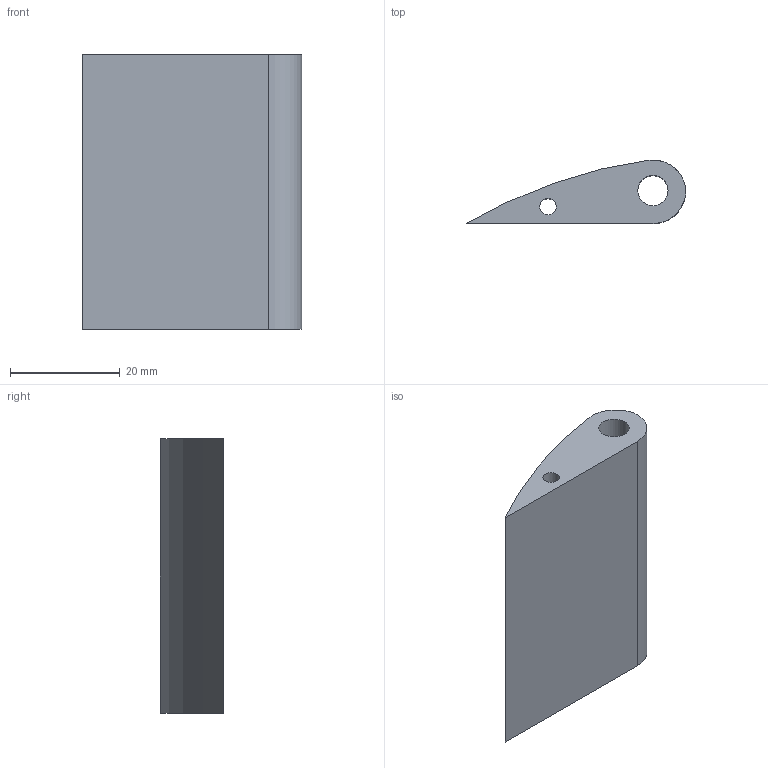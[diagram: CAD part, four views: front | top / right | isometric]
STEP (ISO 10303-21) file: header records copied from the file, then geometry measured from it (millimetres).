
FILE_DESCRIPTION(/* description */ (''),/* implementation_level */ '2;1');
FILE_NAME(/* name */ 'ministep.step',/* time_stamp */ '2024-11-05T01:36:07+09:00',/* author */ (''),/* organization */ (''),/* preprocessor_version */ 'ST-DEVELOPER v20',/* originating_system */ 'Autodesk Translation Framework v13.20.0.188',/* authorisation */ '');
FILE_SCHEMA (('AUTOMOTIVE_DESIGN { 1 0 10303 214 3 1 1 }'));
Length unit declared in the file: millimetre
Products named in the file (1): ministep
Bounding box: 40 x 11.55 x 50 mm (x, y, z)
Volume: 13172.7 mm3; surface area: 6290.9 mm2
Topology: 1 solids, 1 shells, 8 faces, 18 edges, 12 vertices
Faces by surface type: cylinder 3, plane 3, bspline 2
Full cylindrical faces by diameter (mm): 3 x1, 5.5 x1
Entity records: 359 total; most frequent: CARTESIAN_POINT 148, ORIENTED_EDGE 36, DIRECTION 33, EDGE_CURVE 18, AXIS2_PLACEMENT_3D 13, EDGE_LOOP 12, VERTEX_POINT 12, FACE_OUTER_BOUND 8
